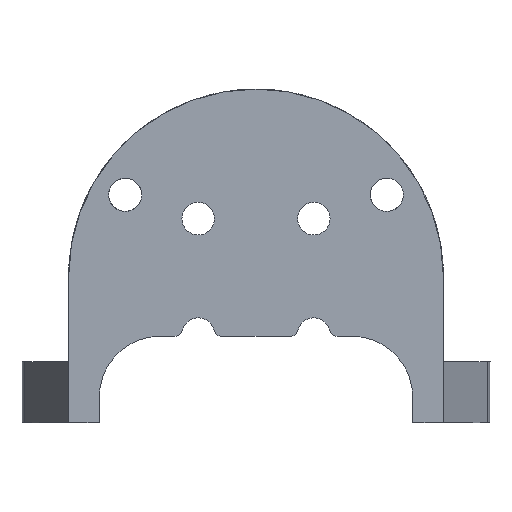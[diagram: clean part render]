
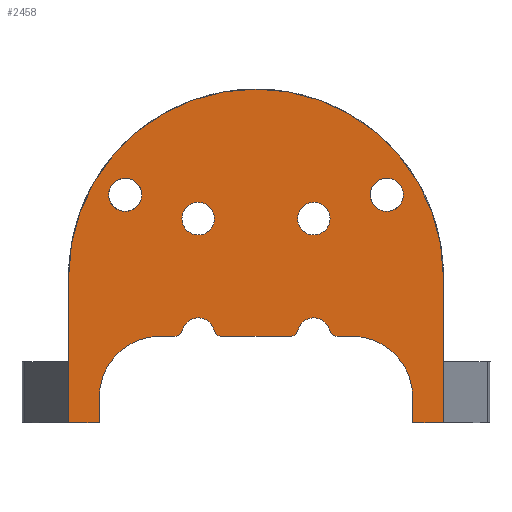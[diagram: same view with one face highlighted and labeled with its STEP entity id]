
A CAD part, left-side view. The second image highlights one B-rep face of the part: STEP entity #2458.
In plain terms, the highlighted planar face has unit normal (-1, 0, 0).
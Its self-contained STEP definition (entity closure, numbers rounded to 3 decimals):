
#29=FACE_BOUND('',#439,.T.);
#30=FACE_BOUND('',#440,.T.);
#31=FACE_BOUND('',#441,.T.);
#32=FACE_BOUND('',#442,.T.);
#45=CIRCLE('',#2498,18.35);
#86=CIRCLE('',#2576,1.625);
#88=CIRCLE('',#2579,1.625);
#123=CIRCLE('',#2650,0.75);
#124=CIRCLE('',#2653,0.75);
#125=CIRCLE('',#2656,0.75);
#126=CIRCLE('',#2658,0.75);
#127=CIRCLE('',#2661,6.);
#128=CIRCLE('',#2664,6.);
#129=CIRCLE('',#2666,1.6);
#134=CIRCLE('',#2689,1.6);
#135=CIRCLE('',#2691,1.6);
#136=CIRCLE('',#2693,1.6);
#304=FACE_OUTER_BOUND('',#438,.T.);
#438=EDGE_LOOP('',(#2239,#2240,#2241,#2242,#2243,#2244,#2245,#2246,#2247,
#2248,#2249,#2250,#2251,#2252,#2253,#2254,#2255,#2256,#2257,#2258));
#439=EDGE_LOOP('',(#2259));
#440=EDGE_LOOP('',(#2260));
#441=EDGE_LOOP('',(#2261));
#442=EDGE_LOOP('',(#2262));
#510=LINE('',#3883,#762);
#593=LINE('',#4143,#845);
#656=LINE('',#4304,#908);
#659=LINE('',#4313,#911);
#664=LINE('',#4327,#916);
#668=LINE('',#4336,#920);
#672=LINE('',#4348,#924);
#678=LINE('',#4365,#930);
#686=LINE('',#4383,#938);
#687=LINE('',#4386,#939);
#688=LINE('',#4388,#940);
#762=VECTOR('',#2842,10.);
#845=VECTOR('',#3103,10.);
#908=VECTOR('',#3268,10.);
#911=VECTOR('',#3277,10.);
#916=VECTOR('',#3292,10.);
#920=VECTOR('',#3302,10.);
#924=VECTOR('',#3316,10.);
#930=VECTOR('',#3338,10.);
#938=VECTOR('',#3356,10.);
#939=VECTOR('',#3361,10.);
#940=VECTOR('',#3364,10.);
#985=VERTEX_POINT('',#3795);
#986=VERTEX_POINT('',#3797);
#1022=VERTEX_POINT('',#3880);
#1023=VERTEX_POINT('',#3882);
#1088=VERTEX_POINT('',#4081);
#1091=VERTEX_POINT('',#4089);
#1111=VERTEX_POINT('',#4141);
#1156=VERTEX_POINT('',#4296);
#1157=VERTEX_POINT('',#4297);
#1158=VERTEX_POINT('',#4302);
#1159=VERTEX_POINT('',#4306);
#1160=VERTEX_POINT('',#4308);
#1161=VERTEX_POINT('',#4312);
#1162=VERTEX_POINT('',#4316);
#1163=VERTEX_POINT('',#4320);
#1164=VERTEX_POINT('',#4322);
#1165=VERTEX_POINT('',#4326);
#1166=VERTEX_POINT('',#4330);
#1167=VERTEX_POINT('',#4334);
#1170=VERTEX_POINT('',#4347);
#1173=VERTEX_POINT('',#4364);
#1178=VERTEX_POINT('',#4380);
#1181=VERTEX_POINT('',#4400);
#1182=VERTEX_POINT('',#4406);
#1232=EDGE_CURVE('',#985,#986,#45,.T.);
#1274=EDGE_CURVE('',#1023,#1022,#510,.T.);
#1378=EDGE_CURVE('',#1088,#1088,#86,.T.);
#1382=EDGE_CURVE('',#1091,#1091,#88,.T.);
#1409=EDGE_CURVE('',#1111,#985,#593,.T.);
#1487=EDGE_CURVE('',#1156,#1157,#123,.T.);
#1491=EDGE_CURVE('',#1156,#1158,#656,.T.);
#1493=EDGE_CURVE('',#1159,#1160,#124,.T.);
#1495=EDGE_CURVE('',#1161,#1160,#659,.T.);
#1497=EDGE_CURVE('',#1161,#1162,#125,.T.);
#1500=EDGE_CURVE('',#1163,#1164,#126,.T.);
#1502=EDGE_CURVE('',#1165,#1164,#664,.T.);
#1505=EDGE_CURVE('',#1166,#1158,#127,.T.);
#1507=EDGE_CURVE('',#1166,#1167,#668,.T.);
#1511=EDGE_CURVE('',#1165,#1022,#128,.T.);
#1512=EDGE_CURVE('',#1157,#1159,#129,.T.);
#1513=EDGE_CURVE('',#1023,#1170,#672,.T.);
#1520=EDGE_CURVE('',#986,#1173,#678,.T.);
#1530=EDGE_CURVE('',#1173,#1178,#686,.T.);
#1531=EDGE_CURVE('',#1178,#1167,#687,.T.);
#1532=EDGE_CURVE('',#1170,#1111,#688,.T.);
#1539=EDGE_CURVE('',#1181,#1181,#134,.T.);
#1540=EDGE_CURVE('',#1162,#1163,#135,.T.);
#1542=EDGE_CURVE('',#1182,#1182,#136,.T.);
#2239=ORIENTED_EDGE('',*,*,#1487,.F.);
#2240=ORIENTED_EDGE('',*,*,#1491,.T.);
#2241=ORIENTED_EDGE('',*,*,#1505,.F.);
#2242=ORIENTED_EDGE('',*,*,#1507,.T.);
#2243=ORIENTED_EDGE('',*,*,#1531,.F.);
#2244=ORIENTED_EDGE('',*,*,#1530,.F.);
#2245=ORIENTED_EDGE('',*,*,#1520,.F.);
#2246=ORIENTED_EDGE('',*,*,#1232,.F.);
#2247=ORIENTED_EDGE('',*,*,#1409,.F.);
#2248=ORIENTED_EDGE('',*,*,#1532,.F.);
#2249=ORIENTED_EDGE('',*,*,#1513,.F.);
#2250=ORIENTED_EDGE('',*,*,#1274,.T.);
#2251=ORIENTED_EDGE('',*,*,#1511,.F.);
#2252=ORIENTED_EDGE('',*,*,#1502,.T.);
#2253=ORIENTED_EDGE('',*,*,#1500,.F.);
#2254=ORIENTED_EDGE('',*,*,#1540,.F.);
#2255=ORIENTED_EDGE('',*,*,#1497,.F.);
#2256=ORIENTED_EDGE('',*,*,#1495,.T.);
#2257=ORIENTED_EDGE('',*,*,#1493,.F.);
#2258=ORIENTED_EDGE('',*,*,#1512,.F.);
#2259=ORIENTED_EDGE('',*,*,#1378,.T.);
#2260=ORIENTED_EDGE('',*,*,#1382,.T.);
#2261=ORIENTED_EDGE('',*,*,#1542,.F.);
#2262=ORIENTED_EDGE('',*,*,#1539,.F.);
#2338=PLANE('',#2694);
#2458=ADVANCED_FACE('',(#304,#29,#30,#31,#32),#2338,.F.);
#2498=AXIS2_PLACEMENT_3D('',#3798,#2780,#2781);
#2576=AXIS2_PLACEMENT_3D('',#4083,#3041,#3042);
#2579=AXIS2_PLACEMENT_3D('',#4091,#3049,#3050);
#2650=AXIS2_PLACEMENT_3D('',#4298,#3261,#3262);
#2653=AXIS2_PLACEMENT_3D('',#4309,#3272,#3273);
#2656=AXIS2_PLACEMENT_3D('',#4317,#3281,#3282);
#2658=AXIS2_PLACEMENT_3D('',#4323,#3287,#3288);
#2661=AXIS2_PLACEMENT_3D('',#4332,#3297,#3298);
#2664=AXIS2_PLACEMENT_3D('',#4343,#3308,#3309);
#2666=AXIS2_PLACEMENT_3D('',#4345,#3312,#3313);
#2689=AXIS2_PLACEMENT_3D('',#4402,#3380,#3381);
#2691=AXIS2_PLACEMENT_3D('',#4404,#3384,#3385);
#2693=AXIS2_PLACEMENT_3D('',#4408,#3389,#3390);
#2694=AXIS2_PLACEMENT_3D('',#4409,#3391,#3392);
#2780=DIRECTION('center_axis',(1.,0.,0.));
#2781=DIRECTION('ref_axis',(0.,1.,0.));
#2842=DIRECTION('',(0.,0.,1.));
#3041=DIRECTION('center_axis',(1.,0.,0.));
#3042=DIRECTION('ref_axis',(0.,1.,0.));
#3049=DIRECTION('center_axis',(1.,0.,0.));
#3050=DIRECTION('ref_axis',(0.,1.,0.));
#3103=DIRECTION('',(0.,0.,1.));
#3261=DIRECTION('center_axis',(1.,0.,0.));
#3262=DIRECTION('ref_axis',(0.,0.618,-0.786));
#3268=DIRECTION('',(0.,-1.,0.));
#3272=DIRECTION('center_axis',(1.,0.,0.));
#3273=DIRECTION('ref_axis',(0.,-0.618,-0.786));
#3277=DIRECTION('',(0.,-1.,0.));
#3281=DIRECTION('center_axis',(1.,0.,0.));
#3282=DIRECTION('ref_axis',(0.,0.618,-0.786));
#3287=DIRECTION('center_axis',(1.,0.,0.));
#3288=DIRECTION('ref_axis',(0.,-0.618,-0.786));
#3292=DIRECTION('',(0.,-1.,0.));
#3297=DIRECTION('center_axis',(-1.,0.,0.));
#3298=DIRECTION('ref_axis',(0.,-0.707,0.707));
#3302=DIRECTION('',(0.,0.,-1.));
#3308=DIRECTION('center_axis',(-1.,0.,0.));
#3309=DIRECTION('ref_axis',(0.,0.707,0.707));
#3312=DIRECTION('center_axis',(-1.,0.,0.));
#3313=DIRECTION('ref_axis',(0.,0.,1.));
#3316=DIRECTION('',(0.,1.,0.));
#3338=DIRECTION('',(0.,0.,-1.));
#3356=DIRECTION('',(0.,0.,-1.));
#3361=DIRECTION('',(0.,1.,0.));
#3364=DIRECTION('',(0.,0.,1.));
#3380=DIRECTION('center_axis',(-1.,0.,0.));
#3381=DIRECTION('ref_axis',(0.,0.,1.));
#3384=DIRECTION('center_axis',(-1.,0.,0.));
#3385=DIRECTION('ref_axis',(0.,0.,1.));
#3389=DIRECTION('center_axis',(-1.,0.,0.));
#3390=DIRECTION('ref_axis',(0.,0.,1.));
#3391=DIRECTION('center_axis',(1.,0.,0.));
#3392=DIRECTION('ref_axis',(0.,0.,1.));
#3795=CARTESIAN_POINT('',(10.1,18.35,0.001));
#3797=CARTESIAN_POINT('',(10.1,-18.35,0.001));
#3798=CARTESIAN_POINT('Origin',(10.1,0.,0.001));
#3880=CARTESIAN_POINT('',(10.101,15.35,-11.849));
#3882=CARTESIAN_POINT('',(10.101,15.35,-14.349));
#3883=CARTESIAN_POINT('',(10.101,15.35,-6.174));
#4081=CARTESIAN_POINT('',(10.099,-14.432,8.001));
#4083=CARTESIAN_POINT('Origin',(10.099,-12.807,8.001));
#4089=CARTESIAN_POINT('',(10.099,11.182,8.001));
#4091=CARTESIAN_POINT('Origin',(10.099,12.807,8.001));
#4141=CARTESIAN_POINT('',(10.101,18.35,-8.349));
#4143=CARTESIAN_POINT('',(10.101,18.35,-14.349));
#4296=CARTESIAN_POINT('',(10.1,-7.94,-5.849));
#4297=CARTESIAN_POINT('',(10.1,-7.211,-5.277));
#4298=CARTESIAN_POINT('Origin',(10.1,-7.94,-5.099));
#4302=CARTESIAN_POINT('',(10.1,-9.35,-5.849));
#4304=CARTESIAN_POINT('',(10.1,7.675,-5.849));
#4306=CARTESIAN_POINT('',(10.1,-4.102,-5.277));
#4308=CARTESIAN_POINT('',(10.1,-3.374,-5.849));
#4309=CARTESIAN_POINT('Origin',(10.1,-3.374,-5.099));
#4312=CARTESIAN_POINT('',(10.1,3.374,-5.849));
#4313=CARTESIAN_POINT('',(10.1,7.675,-5.849));
#4316=CARTESIAN_POINT('',(10.1,4.102,-5.277));
#4317=CARTESIAN_POINT('Origin',(10.1,3.374,-5.099));
#4320=CARTESIAN_POINT('',(10.1,7.211,-5.277));
#4322=CARTESIAN_POINT('',(10.1,7.94,-5.849));
#4323=CARTESIAN_POINT('Origin',(10.1,7.94,-5.099));
#4326=CARTESIAN_POINT('',(10.1,9.35,-5.849));
#4327=CARTESIAN_POINT('',(10.1,7.675,-5.849));
#4330=CARTESIAN_POINT('',(10.101,-15.35,-11.849));
#4332=CARTESIAN_POINT('Origin',(10.101,-9.35,-11.849));
#4334=CARTESIAN_POINT('',(10.101,-15.35,-14.349));
#4336=CARTESIAN_POINT('',(10.1,-15.35,-1.924));
#4343=CARTESIAN_POINT('Origin',(10.101,9.35,-11.849));
#4345=CARTESIAN_POINT('Origin',(10.1,-5.657,-5.656));
#4347=CARTESIAN_POINT('',(10.101,18.35,-14.349));
#4348=CARTESIAN_POINT('',(10.101,-15.35,-14.349));
#4364=CARTESIAN_POINT('',(10.101,-18.35,-8.349));
#4365=CARTESIAN_POINT('',(10.1,-18.35,0.001));
#4380=CARTESIAN_POINT('',(10.101,-18.35,-14.349));
#4383=CARTESIAN_POINT('',(10.1,-18.35,0.001));
#4386=CARTESIAN_POINT('',(10.101,-15.35,-14.349));
#4388=CARTESIAN_POINT('',(10.101,18.35,-14.349));
#4400=CARTESIAN_POINT('',(10.1,5.657,4.058));
#4402=CARTESIAN_POINT('Origin',(10.1,5.657,5.658));
#4404=CARTESIAN_POINT('Origin',(10.1,5.657,-5.656));
#4406=CARTESIAN_POINT('',(10.1,-5.657,4.058));
#4408=CARTESIAN_POINT('Origin',(10.1,-5.657,5.658));
#4409=CARTESIAN_POINT('Origin',(10.1,0.,
2.001));
